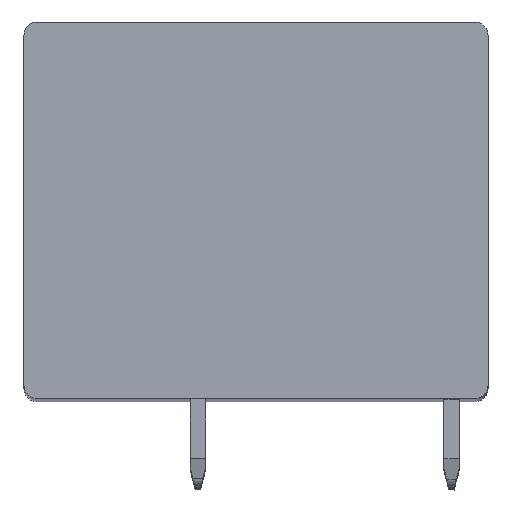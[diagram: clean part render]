
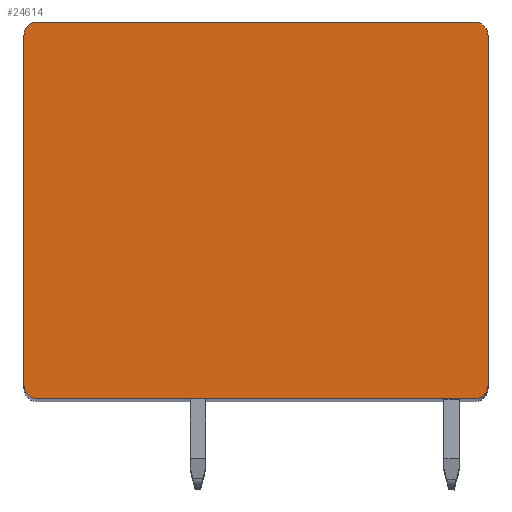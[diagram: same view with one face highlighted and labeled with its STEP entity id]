
A CAD part, top view. The second image highlights one B-rep face of the part: STEP entity #24614.
In plain terms, the highlighted planar face has unit normal (0, 0, 1).
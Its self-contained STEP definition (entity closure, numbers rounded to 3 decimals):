
#9469=CARTESIAN_POINT('',(-11.375,9.1,88.05));
#9470=DIRECTION('',(0.,0.,1.));
#9471=DIRECTION('',(0.,1.,0.));
#9472=AXIS2_PLACEMENT_3D('',#9469,#9470,#9471);
#9474=DIRECTION('',(-1.,0.,0.));
#9475=VECTOR('',#9474,22.75);
#9476=CARTESIAN_POINT('',(11.375,9.8,88.05));
#9477=LINE('',#9476,#9475);
#9478=CARTESIAN_POINT('',(11.375,9.1,88.05));
#9479=DIRECTION('',(0.,0.,1.));
#9480=DIRECTION('',(1.,0.,0.));
#9481=AXIS2_PLACEMENT_3D('',#9478,#9479,#9480);
#9483=DIRECTION('',(0.,1.,0.));
#9484=VECTOR('',#9483,18.2);
#9485=CARTESIAN_POINT('',(12.075,-9.1,88.05));
#9486=LINE('',#9485,#9484);
#9487=CARTESIAN_POINT('',(11.375,-9.1,88.05));
#9488=DIRECTION('',(0.,0.,1.));
#9489=DIRECTION('',(0.,-1.,0.));
#9490=AXIS2_PLACEMENT_3D('',#9487,#9488,#9489);
#9492=DIRECTION('',(1.,0.,0.));
#9493=VECTOR('',#9492,22.75);
#9494=CARTESIAN_POINT('',(-11.375,-9.8,88.05));
#9495=LINE('',#9494,#9493);
#9496=CARTESIAN_POINT('',(-11.375,-9.1,88.05));
#9497=DIRECTION('',(0.,0.,1.));
#9498=DIRECTION('',(-1.,0.,0.));
#9499=AXIS2_PLACEMENT_3D('',#9496,#9497,#9498);
#9501=DIRECTION('',(0.,-1.,0.));
#9502=VECTOR('',#9501,18.2);
#9503=CARTESIAN_POINT('',(-12.075,9.1,88.05));
#9504=LINE('',#9503,#9502);
#9722=CARTESIAN_POINT('',(-11.375,9.8,88.05));
#9723=CARTESIAN_POINT('',(-12.075,9.1,88.05));
#9724=VERTEX_POINT('',#9722);
#9725=VERTEX_POINT('',#9723);
#9730=CARTESIAN_POINT('',(12.075,9.1,88.05));
#9731=VERTEX_POINT('',#9730);
#9732=CARTESIAN_POINT('',(11.375,9.8,88.05));
#9733=VERTEX_POINT('',#9732);
#9738=CARTESIAN_POINT('',(11.375,-9.8,88.05));
#9739=VERTEX_POINT('',#9738);
#9740=CARTESIAN_POINT('',(12.075,-9.1,88.05));
#9741=VERTEX_POINT('',#9740);
#9746=CARTESIAN_POINT('',(-12.075,-9.1,88.05));
#9747=VERTEX_POINT('',#9746);
#9748=CARTESIAN_POINT('',(-11.375,-9.8,88.05));
#9749=VERTEX_POINT('',#9748);
#24599=CARTESIAN_POINT('',(0.,0.,88.05));
#24600=DIRECTION('',(0.,0.,1.));
#24601=DIRECTION('',(1.,0.,0.));
#24602=AXIS2_PLACEMENT_3D('',#24599,#24600,#24601);
#24603=PLANE('',#24602);
#24604=ORIENTED_EDGE('',*,*,#12025,.F.);
#24605=ORIENTED_EDGE('',*,*,#12747,.F.);
#24606=ORIENTED_EDGE('',*,*,#15168,.F.);
#24607=ORIENTED_EDGE('',*,*,#15183,.F.);
#24608=ORIENTED_EDGE('',*,*,#15196,.F.);
#24609=ORIENTED_EDGE('',*,*,#15211,.F.);
#24610=ORIENTED_EDGE('',*,*,#16976,.F.);
#24611=ORIENTED_EDGE('',*,*,#16988,.F.);
#24612=EDGE_LOOP('',(#24604,#24605,#24606,#24607,#24608,#24609,#24610,#24611));
#24613=FACE_OUTER_BOUND('',#24612,.F.);
#9473=CIRCLE('',#9472,0.7);
#9482=CIRCLE('',#9481,0.7);
#9491=CIRCLE('',#9490,0.7);
#9500=CIRCLE('',#9499,0.7);
#12025=EDGE_CURVE('',#9724,#9725,#9473,.T.);
#12747=EDGE_CURVE('',#9733,#9724,#9477,.T.);
#15168=EDGE_CURVE('',#9731,#9733,#9482,.T.);
#15183=EDGE_CURVE('',#9741,#9731,#9486,.T.);
#15196=EDGE_CURVE('',#9739,#9741,#9491,.T.);
#15211=EDGE_CURVE('',#9749,#9739,#9495,.T.);
#16976=EDGE_CURVE('',#9747,#9749,#9500,.T.);
#16988=EDGE_CURVE('',#9725,#9747,#9504,.T.);
#24614=ADVANCED_FACE('',(#24613),#24603,.T.);
